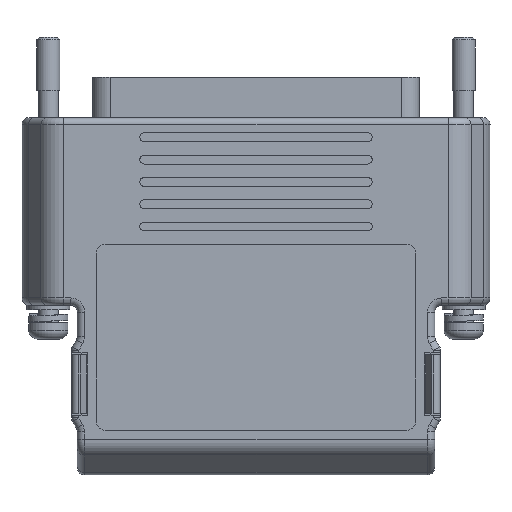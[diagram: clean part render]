
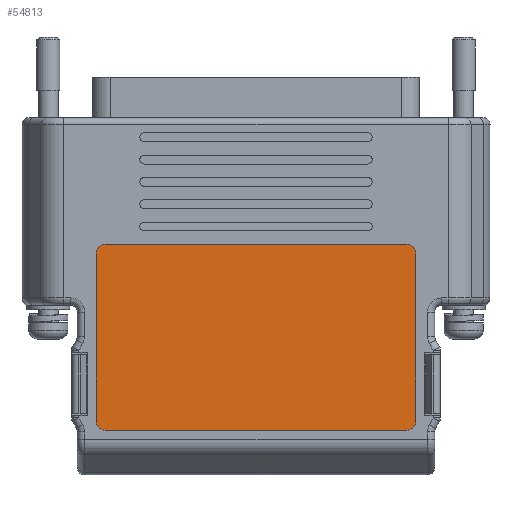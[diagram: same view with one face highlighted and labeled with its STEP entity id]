
A CAD part, left-side view. The second image highlights one B-rep face of the part: STEP entity #54813.
In plain terms, the highlighted planar face has unit normal (-1, 0, 0).
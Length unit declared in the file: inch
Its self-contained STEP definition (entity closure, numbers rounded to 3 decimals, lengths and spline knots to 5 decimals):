
#1061 = CARTESIAN_POINT ( 'NONE',  ( 0.01181, 0.70472, -0.59843 ) ) ;
#6940 = DIRECTION ( 'NONE',  ( -1., 0., 0. ) ) ;
#9040 = CIRCLE ( 'NONE', #68556, 0.03937 ) ;
#9064 = DIRECTION ( 'NONE',  ( 0., 1., 0. ) ) ;
#9442 = CARTESIAN_POINT ( 'NONE',  ( 0.01181, 0.66535, -0.59843 ) ) ;
#10344 = CARTESIAN_POINT ( 'NONE',  ( 0.01181, -0.70472, -1.33858 ) ) ;
#12171 = LINE ( 'NONE', #1061, #103940 ) ;
#13189 = VERTEX_POINT ( 'NONE', #111287 ) ;
#14682 = DIRECTION ( 'NONE',  ( 0., 0., 1. ) ) ;
#15996 = CARTESIAN_POINT ( 'NONE',  ( 0.01181, 0.66535, -1.37795 ) ) ;
#16121 = EDGE_CURVE ( 'NONE', #104976, #13189, #19072, .T. ) ;
#19072 = LINE ( 'NONE', #10344, #20534 ) ;
#20534 = VECTOR ( 'NONE', #90392, 39.37008 ) ;
#21351 = EDGE_CURVE ( 'NONE', #95704, #104719, #12171, .T. ) ;
#22032 = CARTESIAN_POINT ( 'NONE',  ( 0.01181, 0.66535, -0.55906 ) ) ;
#22934 = EDGE_CURVE ( 'NONE', #13189, #45120, #9040, .T. ) ;
#24458 = ORIENTED_EDGE ( 'NONE', *, *, #16121, .T. ) ;
#24708 = DIRECTION ( 'NONE',  ( -1., 0., 0. ) ) ;
#26064 = DIRECTION ( 'NONE',  ( -1., 0., 0. ) ) ;
#27077 = ORIENTED_EDGE ( 'NONE', *, *, #29171, .T. ) ;
#29171 = EDGE_CURVE ( 'NONE', #78502, #104976, #72695, .T. ) ;
#29847 = AXIS2_PLACEMENT_3D ( 'NONE', #104056, #77972, #14682 ) ;
#36609 = DIRECTION ( 'NONE',  ( -1., 0., 0. ) ) ;
#40531 = CARTESIAN_POINT ( 'NONE',  ( 0.01181, 0.66535, -1.37795 ) ) ;
#41091 = ORIENTED_EDGE ( 'NONE', *, *, #22934, .T. ) ;
#41830 = FACE_OUTER_BOUND ( 'NONE', #65063, .T. ) ;
#41947 = ORIENTED_EDGE ( 'NONE', *, *, #91654, .T. ) ;
#42566 = ORIENTED_EDGE ( 'NONE', *, *, #93770, .T. ) ;
#45120 = VERTEX_POINT ( 'NONE', #108748 ) ;
#45730 = DIRECTION ( 'NONE',  ( 0., 0., -1. ) ) ;
#46318 = VECTOR ( 'NONE', #9064, 39.37008 ) ;
#49616 = AXIS2_PLACEMENT_3D ( 'NONE', #70724, #26064, #106075 ) ;
#49992 = PLANE ( 'NONE',  #29847 ) ;
#54813 = ADVANCED_FACE ( 'NONE', ( #41830 ), #49992, .T. ) ;
#57754 = AXIS2_PLACEMENT_3D ( 'NONE', #9442, #36609, #107724 ) ;
#59425 = VERTEX_POINT ( 'NONE', #15996 ) ;
#64951 = CARTESIAN_POINT ( 'NONE',  ( 0.01181, 0.70472, -1.33858 ) ) ;
#65063 = EDGE_LOOP ( 'NONE', ( #27077, #24458, #41091, #42566, #70587, #98864, #97281, #41947 ) ) ;
#67870 = CARTESIAN_POINT ( 'NONE',  ( 0.01181, -0.66535, -1.37795 ) ) ;
#68325 = CARTESIAN_POINT ( 'NONE',  ( 0.01181, 0.70472, -0.59843 ) ) ;
#68556 = AXIS2_PLACEMENT_3D ( 'NONE', #70265, #6940, #69876 ) ;
#69317 = EDGE_CURVE ( 'NONE', #104719, #59425, #97628, .T. ) ;
#69580 = CIRCLE ( 'NONE', #57754, 0.03937 ) ;
#69876 = DIRECTION ( 'NONE',  ( 0., 0., 1. ) ) ;
#70085 = EDGE_CURVE ( 'NONE', #91093, #95704, #69580, .T. ) ;
#70265 = CARTESIAN_POINT ( 'NONE',  ( 0.01181, -0.66535, -0.59843 ) ) ;
#70464 = CARTESIAN_POINT ( 'NONE',  ( 0.01181, -0.66535, -0.55906 ) ) ;
#70587 = ORIENTED_EDGE ( 'NONE', *, *, #70085, .T. ) ;
#70724 = CARTESIAN_POINT ( 'NONE',  ( 0.01181, -0.66535, -1.33858 ) ) ;
#71882 = AXIS2_PLACEMENT_3D ( 'NONE', #85731, #24708, #86865 ) ;
#72695 = CIRCLE ( 'NONE', #49616, 0.03937 ) ;
#72781 = LINE ( 'NONE', #70464, #46318 ) ;
#74741 = LINE ( 'NONE', #40531, #103973 ) ;
#77972 = DIRECTION ( 'NONE',  ( -1., 0., 0. ) ) ;
#78502 = VERTEX_POINT ( 'NONE', #67870 ) ;
#79971 = CARTESIAN_POINT ( 'NONE',  ( 0.01181, -0.70472, -1.33858 ) ) ;
#83742 = DIRECTION ( 'NONE',  ( 0., -1., 0. ) ) ;
#85731 = CARTESIAN_POINT ( 'NONE',  ( 0.01181, 0.66535, -1.33858 ) ) ;
#86865 = DIRECTION ( 'NONE',  ( 0., 0., 1. ) ) ;
#90392 = DIRECTION ( 'NONE',  ( 0., 0., 1. ) ) ;
#91093 = VERTEX_POINT ( 'NONE', #22032 ) ;
#91654 = EDGE_CURVE ( 'NONE', #59425, #78502, #74741, .T. ) ;
#93770 = EDGE_CURVE ( 'NONE', #45120, #91093, #72781, .T. ) ;
#95704 = VERTEX_POINT ( 'NONE', #68325 ) ;
#97281 = ORIENTED_EDGE ( 'NONE', *, *, #69317, .T. ) ;
#97628 = CIRCLE ( 'NONE', #71882, 0.03937 ) ;
#98864 = ORIENTED_EDGE ( 'NONE', *, *, #21351, .T. ) ;
#103940 = VECTOR ( 'NONE', #45730, 39.37008 ) ;
#103973 = VECTOR ( 'NONE', #83742, 39.37008 ) ;
#104056 = CARTESIAN_POINT ( 'NONE',  ( 0.01181, 0., 0. ) ) ;
#104719 = VERTEX_POINT ( 'NONE', #64951 ) ;
#104976 = VERTEX_POINT ( 'NONE', #79971 ) ;
#106075 = DIRECTION ( 'NONE',  ( 0., 0., 1. ) ) ;
#107724 = DIRECTION ( 'NONE',  ( 0., 0., 1. ) ) ;
#108748 = CARTESIAN_POINT ( 'NONE',  ( 0.01181, -0.66535, -0.55906 ) ) ;
#111287 = CARTESIAN_POINT ( 'NONE',  ( 0.01181, -0.70472, -0.59843 ) ) ;
